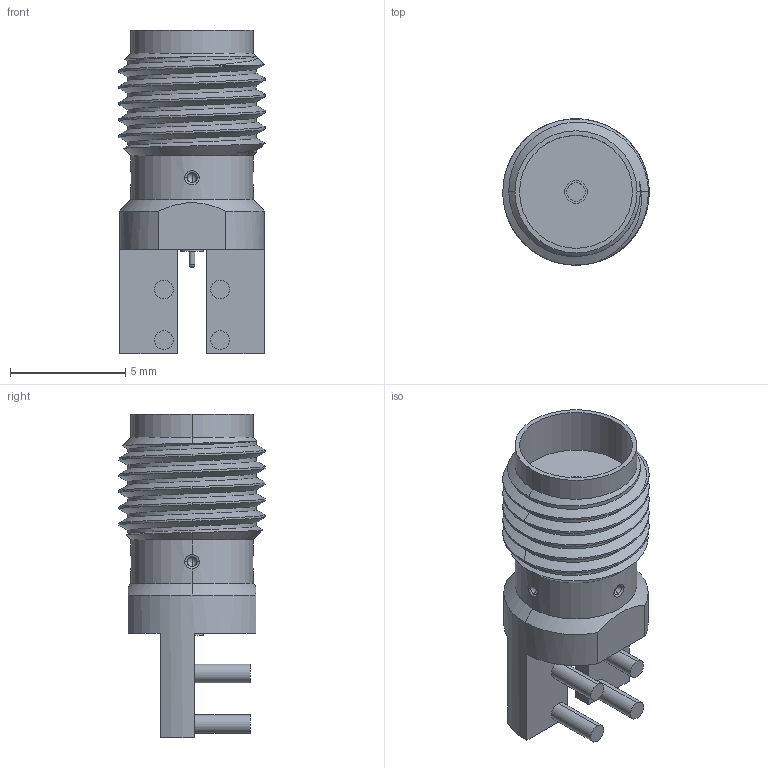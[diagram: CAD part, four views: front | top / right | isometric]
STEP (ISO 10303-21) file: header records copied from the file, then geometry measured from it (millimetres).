
FILE_DESCRIPTION (( 'STEP AP214' ), '1' );
FILE_NAME ('CONSMA022-G.STEP', '2020-09-22T08:38:09', ( '' ), ( '' ), 'SwSTEP 2.0', 'SolidWorks 2017', '' );
FILE_SCHEMA (( 'AUTOMOTIVE_DESIGN' ));
Length unit declared in the file: millimetre
Products named in the file (1): CONSMA022-G
Bounding box: 6.35 x 6.35 x 14.05 mm (x, y, z)
Volume: 239.8 mm3; surface area: 522.5 mm2
Topology: 5 solids, 5 shells, 100 faces, 246 edges, 162 vertices
Faces by surface type: cylinder 46, plane 25, bspline 11, sphere 10, cone 8
Entity records: 5239 total; most frequent: CARTESIAN_POINT 2900, ORIENTED_EDGE 484, DIRECTION 451, EDGE_CURVE 242, AXIS2_PLACEMENT_3D 186, VERTEX_POINT 160, EDGE_LOOP 114, FACE_OUTER_BOUND 100
